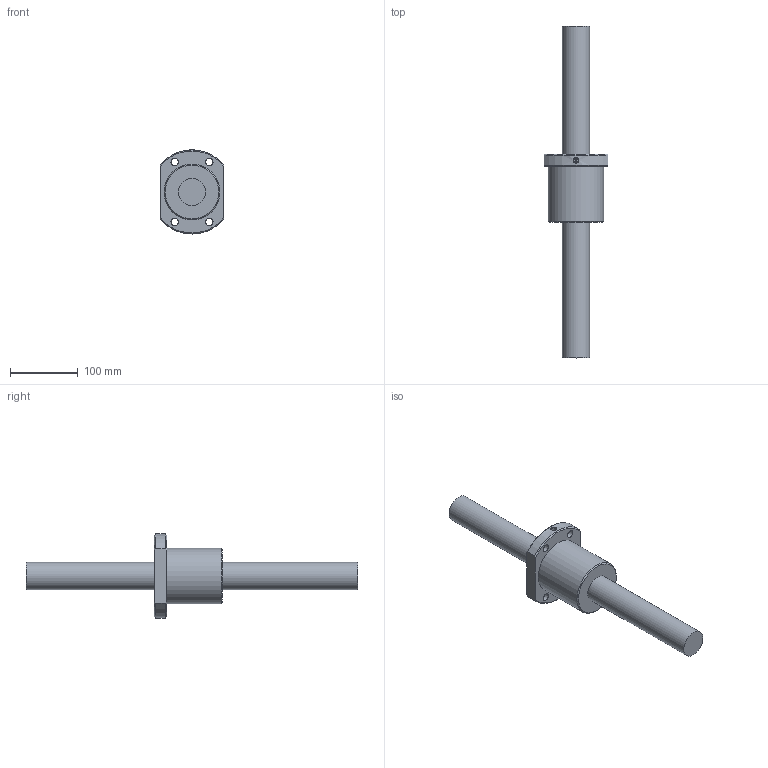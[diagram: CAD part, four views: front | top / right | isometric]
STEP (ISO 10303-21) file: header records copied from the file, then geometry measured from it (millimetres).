
FILE_DESCRIPTION(/* description */ (''),/* implementation_level */ '2;1');
FILE_NAME(/* name */ 'SFV04010-4.8-D-NoneNone-500.stp',/* time_stamp */ '2014-07-07T18:29:19+08:00',/* author */ (''),/* organization */ (''),/* preprocessor_version */ 'ST-DEVELOPER v11',/* originating_system */ 'SIEMENS UGS NX 6.0',/* authorisation */ '');
FILE_SCHEMA (('AUTOMOTIVE_DESIGN { 1 0 10303 214 1 1 1 1 }'));
Length unit declared in the file: millimetre
Products named in the file (1): SFV04010-4.8-D-NoneNone-500
Bounding box: 94 x 489 x 124 mm (x, y, z)
Volume: 1094680.7 mm3; surface area: 125095.5 mm2
Topology: 2 solids, 2 shells, 33 faces, 73 edges, 50 vertices
Faces by surface type: cylinder 15, plane 12, cone 5, bspline 1
Full cylindrical faces by diameter (mm): 2 x1, 6.5 x1, 11 x4, 17.5 x4, 40 x2, 82 x1
Entity records: 1007 total; most frequent: CARTESIAN_POINT 306, DIRECTION 140, ORIENTED_EDGE 104, EDGE_LOOP 66, AXIS2_PLACEMENT_3D 66, FACE_BOUND 57, EDGE_CURVE 52, VERTEX_POINT 44
